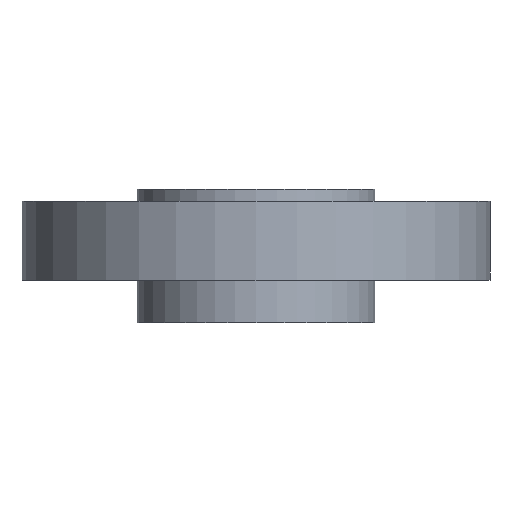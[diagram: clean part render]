
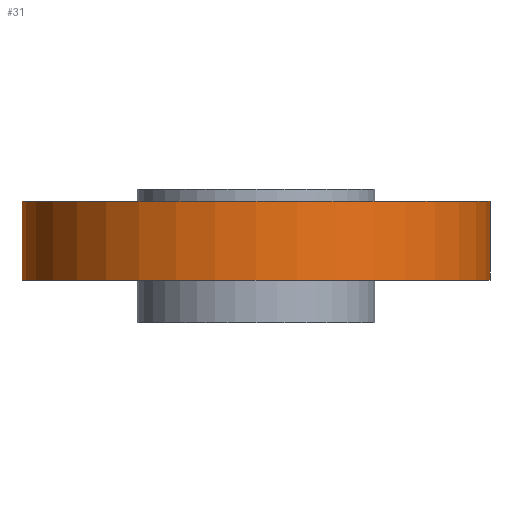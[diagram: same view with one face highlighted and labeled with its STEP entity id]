
A CAD part, front view. The second image highlights one B-rep face of the part: STEP entity #31.
In plain terms, the highlighted cylindrical face has radius 122.174 mm (diameter 244.348 mm), a partial arc.
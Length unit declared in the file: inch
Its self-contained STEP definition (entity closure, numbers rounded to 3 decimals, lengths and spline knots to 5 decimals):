
#31 = ADVANCED_FACE ( 'NONE', ( #659 ), #511, .T. ) ;
#49 = EDGE_CURVE ( 'NONE', #896, #521, #128, .T. ) ;
#51 = ORIENTED_EDGE ( 'NONE', *, *, #351, .F. ) ;
#56 = DIRECTION ( 'NONE',  ( 0., 0., 1. ) ) ;
#63 = ORIENTED_EDGE ( 'NONE', *, *, #287, .F. ) ;
#91 = CARTESIAN_POINT ( 'NONE',  ( 4.81, 0., -1.87 ) ) ;
#128 = LINE ( 'NONE', #746, #227 ) ;
#134 = VERTEX_POINT ( 'NONE', #606 ) ;
#166 = CARTESIAN_POINT ( 'NONE',  ( 4.81, 0., -0.25 ) ) ;
#227 = VECTOR ( 'NONE', #824, 39.37008 ) ;
#234 = AXIS2_PLACEMENT_3D ( 'NONE', #826, #888, #661 ) ;
#252 = AXIS2_PLACEMENT_3D ( 'NONE', #504, #971, #814 ) ;
#259 = AXIS2_PLACEMENT_3D ( 'NONE', #367, #412, #875 ) ;
#272 = EDGE_CURVE ( 'NONE', #760, #134, #748, .T. ) ;
#275 = CARTESIAN_POINT ( 'NONE',  ( -4.81, 0., -1.87 ) ) ;
#287 = EDGE_CURVE ( 'NONE', #896, #760, #688, .T. ) ;
#331 = EDGE_LOOP ( 'NONE', ( #339, #63, #594, #51 ) ) ;
#339 = ORIENTED_EDGE ( 'NONE', *, *, #272, .F. ) ;
#351 = EDGE_CURVE ( 'NONE', #134, #521, #506, .T. ) ;
#367 = CARTESIAN_POINT ( 'NONE',  ( 0., 0., -0.25 ) ) ;
#412 = DIRECTION ( 'NONE',  ( 0., 0., 1. ) ) ;
#504 = CARTESIAN_POINT ( 'NONE',  ( 0., 0., -15.47473 ) ) ;
#506 = CIRCLE ( 'NONE', #259, 4.81 ) ;
#511 = CYLINDRICAL_SURFACE ( 'NONE', #252, 4.81 ) ;
#521 = VERTEX_POINT ( 'NONE', #166 ) ;
#594 = ORIENTED_EDGE ( 'NONE', *, *, #49, .T. ) ;
#606 = CARTESIAN_POINT ( 'NONE',  ( -4.81, 0., -0.25 ) ) ;
#650 = CARTESIAN_POINT ( 'NONE',  ( -4.81, 0., -15.47473 ) ) ;
#659 = FACE_OUTER_BOUND ( 'NONE', #331, .T. ) ;
#661 = DIRECTION ( 'NONE',  ( 1., 0., 0. ) ) ;
#688 = CIRCLE ( 'NONE', #234, 4.81 ) ;
#746 = CARTESIAN_POINT ( 'NONE',  ( 4.81, 0., -15.47473 ) ) ;
#748 = LINE ( 'NONE', #650, #797 ) ;
#760 = VERTEX_POINT ( 'NONE', #275 ) ;
#797 = VECTOR ( 'NONE', #56, 39.37008 ) ;
#814 = DIRECTION ( 'NONE',  ( 1., 0., 0. ) ) ;
#824 = DIRECTION ( 'NONE',  ( 0., 0., 1. ) ) ;
#826 = CARTESIAN_POINT ( 'NONE',  ( 0., 0., -1.87 ) ) ;
#875 = DIRECTION ( 'NONE',  ( 1., 0., 0. ) ) ;
#888 = DIRECTION ( 'NONE',  ( 0., 0., -1. ) ) ;
#896 = VERTEX_POINT ( 'NONE', #91 ) ;
#971 = DIRECTION ( 'NONE',  ( 0., 0., 1. ) ) ;
